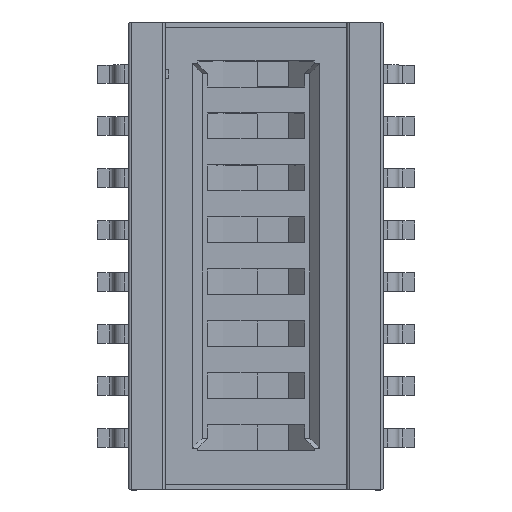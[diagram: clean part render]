
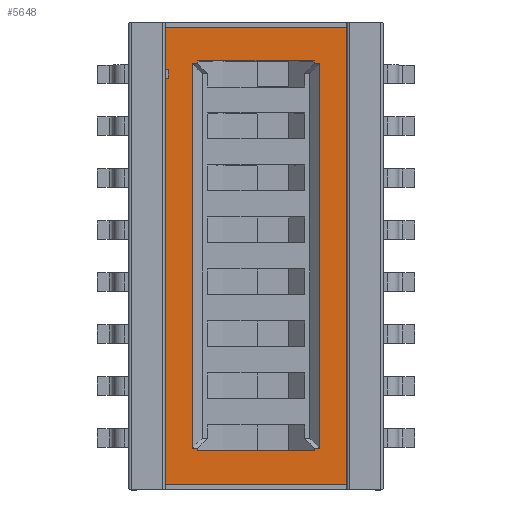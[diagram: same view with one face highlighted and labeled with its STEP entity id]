
A CAD part, top view. The second image highlights one B-rep face of the part: STEP entity #5648.
In plain terms, the highlighted planar face has unit normal (0, 0, 1).
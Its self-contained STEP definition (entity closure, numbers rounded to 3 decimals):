
#27=VECTOR('',#28,1.);
#28=DIRECTION('',(0.,1.,0.));
#34=VECTOR('',#35,1.);
#35=DIRECTION('',(-1.,0.,0.));
#41=VECTOR('',#42,1.);
#42=DIRECTION('',(0.,-1.,0.));
#46=VECTOR('',#47,1.);
#47=DIRECTION('',(1.,0.,0.));
#50=DIRECTION('',(0.,0.,-1.));
#206=VECTOR('',#207,1.);
#207=DIRECTION('',(0.,-1.,0.));
#2347=CARTESIAN_POINT('',(1.75,4.5,1.5));
#3854=CARTESIAN_POINT('',(-1.75,-4.5,1.5));
#3935=VERTEX_POINT('',#3936);
#3936=CARTESIAN_POINT('',(1.75,4.4,1.5));
#3937=LINE('',#2347,#206);
#3941=CARTESIAN_POINT('',(2.25,4.4,1.5));
#3942=LINE('',#3941,#34);
#3946=CARTESIAN_POINT('',(2.25,-4.4,1.5));
#3950=VERTEX_POINT('',#3951);
#3951=CARTESIAN_POINT('',(1.75,-4.4,1.5));
#3952=LINE('',#3953,#46);
#3953=CARTESIAN_POINT('',(-2.25,-4.4,1.5));
#3967=EDGE_CURVE('',#3935,#3950,#3937,.T.);
#4765=VERTEX_POINT('',#4766);
#4766=CARTESIAN_POINT('',(-1.75,4.4,1.5));
#4767=ORIENTED_EDGE('',*,*,#4768,.F.);
#4768=EDGE_CURVE('',#3935,#4765,#3942,.T.);
#4815=VERTEX_POINT('',#4816);
#4816=CARTESIAN_POINT('',(-1.75,-4.4,1.5));
#4817=LINE('',#3854,#27);
#4837=EDGE_CURVE('',#4838,#4765,#4817,.T.);
#4838=VERTEX_POINT('',#4839);
#4839=CARTESIAN_POINT('',(-1.75,3.583,1.5));
#4842=VERTEX_POINT('',#4843);
#4843=CARTESIAN_POINT('',(-1.75,3.417,1.5));
#4845=EDGE_CURVE('',#4815,#4842,#4817,.T.);
#5635=ORIENTED_EDGE('',*,*,#5636,.F.);
#5636=EDGE_CURVE('',#4815,#3950,#3952,.T.);
#5648=ADVANCED_FACE('',(#5649,#5668),#5730,.F.);
#5649=FACE_BOUND('',#5650,.F.);
#5650=EDGE_LOOP('',(#4767,#5651,#5635,#5652,#5653,#5659,#5664,#5667));
#5651=ORIENTED_EDGE('',*,*,#3967,.T.);
#5652=ORIENTED_EDGE('',*,*,#4845,.T.);
#5653=ORIENTED_EDGE('',*,*,#5654,.T.);
#5654=EDGE_CURVE('',#4842,#5655,#5657,.T.);
#5655=VERTEX_POINT('',#5656);
#5656=CARTESIAN_POINT('',(-1.683,3.417,1.5));
#5657=LINE('',#5658,#46);
#5658=CARTESIAN_POINT('',(-1.85,3.417,1.5));
#5659=ORIENTED_EDGE('',*,*,#5660,.T.);
#5660=EDGE_CURVE('',#5655,#5661,#5663,.T.);
#5661=VERTEX_POINT('',#5662);
#5662=CARTESIAN_POINT('',(-1.683,3.583,1.5));
#5663=LINE('',#5656,#27);
#5664=ORIENTED_EDGE('',*,*,#5665,.T.);
#5665=EDGE_CURVE('',#5661,#4838,#5666,.T.);
#5666=LINE('',#5662,#34);
#5667=ORIENTED_EDGE('',*,*,#4837,.T.);
#5668=FACE_BOUND('',#5669,.F.);
#5669=EDGE_LOOP('',(#5670,#5677,#5683,#5688,#5693,#5699,#5704,#5709,#5713,#5717,#5721,#5727));
#5670=ORIENTED_EDGE('',*,*,#5671,.T.);
#5671=EDGE_CURVE('',#5672,#5674,#5676,.T.);
#5672=VERTEX_POINT('',#5673);
#5673=CARTESIAN_POINT('',(-1.125,3.75,1.5));
#5674=VERTEX_POINT('',#5675);
#5675=CARTESIAN_POINT('',(-1.125,3.7,1.5));
#5676=LINE('',#5673,#41);
#5677=ORIENTED_EDGE('',*,*,#5678,.T.);
#5678=EDGE_CURVE('',#5674,#5679,#5681,.T.);
#5679=VERTEX_POINT('',#5680);
#5680=CARTESIAN_POINT('',(-1.225,3.7,1.5));
#5681=LINE('',#5682,#34);
#5682=CARTESIAN_POINT('',(1.225,3.7,1.5));
#5683=ORIENTED_EDGE('',*,*,#5684,.T.);
#5684=EDGE_CURVE('',#5679,#5685,#5687,.T.);
#5685=VERTEX_POINT('',#5686);
#5686=CARTESIAN_POINT('',(-1.225,-3.7,1.5));
#5687=LINE('',#5680,#41);
#5688=ORIENTED_EDGE('',*,*,#5689,.T.);
#5689=EDGE_CURVE('',#5685,#5690,#5692,.T.);
#5690=VERTEX_POINT('',#5691);
#5691=CARTESIAN_POINT('',(-1.125,-3.7,1.5));
#5692=LINE('',#5686,#46);
#5693=ORIENTED_EDGE('',*,*,#5694,.T.);
#5694=EDGE_CURVE('',#5690,#5695,#5697,.T.);
#5695=VERTEX_POINT('',#5696);
#5696=CARTESIAN_POINT('',(-1.125,-3.75,1.5));
#5697=LINE('',#5698,#41);
#5698=CARTESIAN_POINT('',(-1.125,-3.25,1.5));
#5699=ORIENTED_EDGE('',*,*,#5700,.T.);
#5700=EDGE_CURVE('',#5695,#5701,#5703,.T.);
#5701=VERTEX_POINT('',#5702);
#5702=CARTESIAN_POINT('',(1.125,-3.75,1.5));
#5703=LINE('',#5696,#46);
#5704=ORIENTED_EDGE('',*,*,#5705,.T.);
#5705=EDGE_CURVE('',#5701,#5706,#5708,.T.);
#5706=VERTEX_POINT('',#5707);
#5707=CARTESIAN_POINT('',(1.125,-3.7,1.5));
#5708=LINE('',#5702,#27);
#5709=ORIENTED_EDGE('',*,*,#5710,.T.);
#5710=EDGE_CURVE('',#5706,#5711,#5692,.T.);
#5711=VERTEX_POINT('',#5712);
#5712=CARTESIAN_POINT('',(1.225,-3.7,1.5));
#5713=ORIENTED_EDGE('',*,*,#5714,.T.);
#5714=EDGE_CURVE('',#5711,#5715,#5716,.T.);
#5715=VERTEX_POINT('',#5682);
#5716=LINE('',#5712,#27);
#5717=ORIENTED_EDGE('',*,*,#5718,.T.);
#5718=EDGE_CURVE('',#5715,#5719,#5681,.T.);
#5719=VERTEX_POINT('',#5720);
#5720=CARTESIAN_POINT('',(1.125,3.7,1.5));
#5721=ORIENTED_EDGE('',*,*,#5722,.T.);
#5722=EDGE_CURVE('',#5719,#5723,#5725,.T.);
#5723=VERTEX_POINT('',#5724);
#5724=CARTESIAN_POINT('',(1.125,3.75,1.5));
#5725=LINE('',#5726,#27);
#5726=CARTESIAN_POINT('',(1.125,3.25,1.5));
#5727=ORIENTED_EDGE('',*,*,#5728,.T.);
#5728=EDGE_CURVE('',#5723,#5672,#5729,.T.);
#5729=LINE('',#5724,#34);
#5730=PLANE('',#5731);
#5731=AXIS2_PLACEMENT_3D('',#3946,#50,#5732);
#5732=DIRECTION('',(-0.455,0.89,0.));
